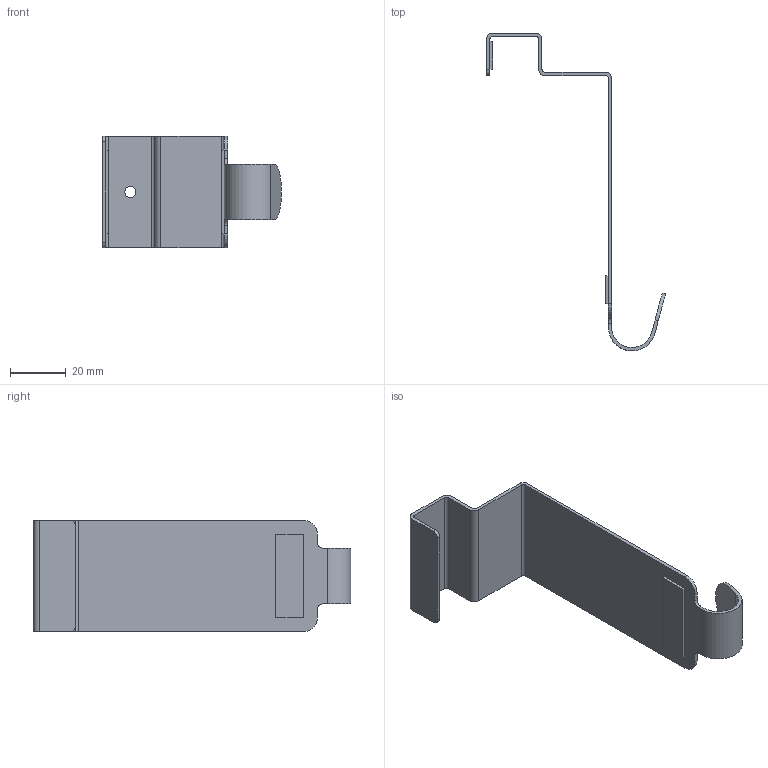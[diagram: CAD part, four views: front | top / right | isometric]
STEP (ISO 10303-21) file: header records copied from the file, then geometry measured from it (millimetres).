
FILE_DESCRIPTION(('Creo Elements/Direct Modeling STEP Export'),'2;1');
FILE_NAME('2568-114.stp','2022-05-31T11:03:53',(''),(''),'Creo Elements/Direct Modeling STEP processor for AP214 (Solid Model)','Creo Elements/Direct Modeling 20.0 12-Nov-2016 (C) Parametric Technology GmbH','');
FILE_SCHEMA(('AUTOMOTIVE_DESIGN { 1 0 10303 214 1 1 1 1 }'));
Length unit declared in the file: millimetre
Products named in the file (3): Filz.2; Türgarderobe; DIV-11382
Assembly tree (3 placements, depth 2):
  DIV-11382
    Türgarderobe
    Filz.2  x2
Bounding box: 64.2 x 113.99 x 40 mm (x, y, z)
Volume: 9028.4 mm3; surface area: 15979.8 mm2
Topology: 3 solids, 3 shells, 53 faces, 142 edges, 95 vertices
Faces by surface type: plane 31, cylinder 20, cone 2
Entity records: 1574 total; most frequent: DIRECTION 265, CARTESIAN_POINT 262, ORIENTED_EDGE 260, EDGE_CURVE 130, AXIS2_PLACEMENT_3D 90, VERTEX_POINT 87, VECTOR 85, LINE 85
